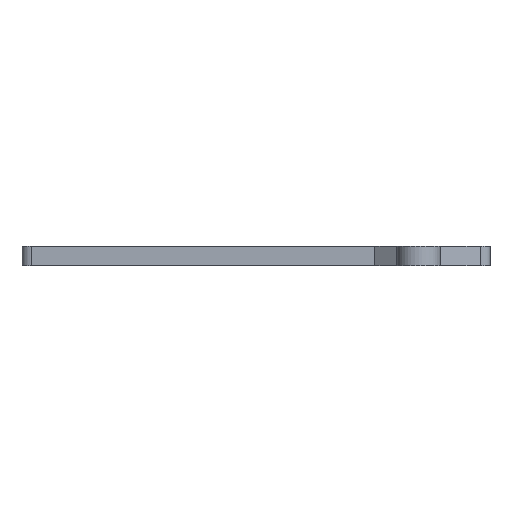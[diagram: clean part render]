
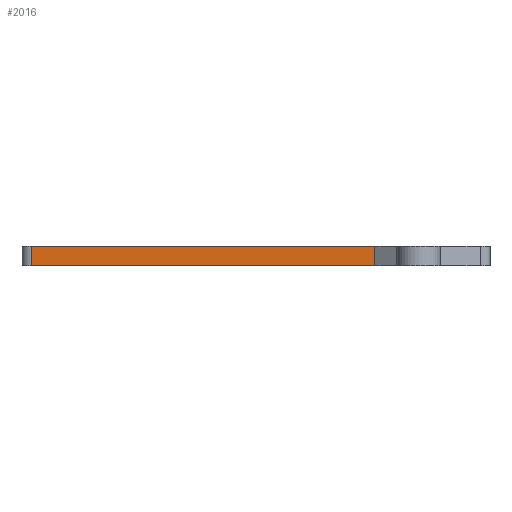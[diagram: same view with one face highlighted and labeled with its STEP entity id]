
A CAD part, left-side view. The second image highlights one B-rep face of the part: STEP entity #2016.
In plain terms, the highlighted planar face has unit normal (-1, 0, 0).
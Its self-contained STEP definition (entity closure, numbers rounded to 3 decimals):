
#83 = PLANE('',#84);
#84 = AXIS2_PLACEMENT_3D('',#85,#86,#87);
#85 = CARTESIAN_POINT('',(33.379,-83.008,1.6));
#86 = DIRECTION('',(-0.,-0.,-1.));
#87 = DIRECTION('',(-1.,0.,0.));
#137 = PLANE('',#138);
#138 = AXIS2_PLACEMENT_3D('',#139,#140,#141);
#139 = CARTESIAN_POINT('',(33.379,-83.008,0.));
#140 = DIRECTION('',(-0.,-0.,-1.));
#141 = DIRECTION('',(-1.,0.,0.));
#396 = VERTEX_POINT('',#397);
#397 = CARTESIAN_POINT('',(23.55,-92.15,0.));
#411 = PLANE('',#412);
#412 = AXIS2_PLACEMENT_3D('',#413,#414,#415);
#413 = CARTESIAN_POINT('',(22.26,-93.96,0.));
#414 = DIRECTION('',(-0.814,0.58,0.));
#415 = DIRECTION('',(0.58,0.814,0.));
#423 = EDGE_CURVE('',#396,#424,#426,.T.);
#424 = VERTEX_POINT('',#425);
#425 = CARTESIAN_POINT('',(23.55,-63.85,0.));
#426 = SURFACE_CURVE('',#427,(#431,#438),.PCURVE_S1.);
#427 = LINE('',#428,#429);
#428 = CARTESIAN_POINT('',(23.55,-92.15,0.));
#429 = VECTOR('',#430,1.);
#430 = DIRECTION('',(0.,1.,0.));
#431 = PCURVE('',#137,#432);
#432 = DEFINITIONAL_REPRESENTATION('',(#433),#437);
#433 = LINE('',#434,#435);
#434 = CARTESIAN_POINT('',(9.829,-9.142));
#435 = VECTOR('',#436,1.);
#436 = DIRECTION('',(0.,1.));
#437 = ( GEOMETRIC_REPRESENTATION_CONTEXT(2) 
PARAMETRIC_REPRESENTATION_CONTEXT() REPRESENTATION_CONTEXT('2D SPACE',''
  ) );
#438 = PCURVE('',#439,#444);
#439 = PLANE('',#440);
#440 = AXIS2_PLACEMENT_3D('',#441,#442,#443);
#441 = CARTESIAN_POINT('',(23.55,-92.15,0.));
#442 = DIRECTION('',(-1.,0.,0.));
#443 = DIRECTION('',(0.,1.,0.));
#444 = DEFINITIONAL_REPRESENTATION('',(#445),#449);
#445 = LINE('',#446,#447);
#446 = CARTESIAN_POINT('',(0.,0.));
#447 = VECTOR('',#448,1.);
#448 = DIRECTION('',(1.,0.));
#449 = ( GEOMETRIC_REPRESENTATION_CONTEXT(2) 
PARAMETRIC_REPRESENTATION_CONTEXT() REPRESENTATION_CONTEXT('2D SPACE',''
  ) );
#472 = CYLINDRICAL_SURFACE('',#473,0.8);
#473 = AXIS2_PLACEMENT_3D('',#474,#475,#476);
#474 = CARTESIAN_POINT('',(24.35,-63.85,0.));
#475 = DIRECTION('',(-0.,-0.,-1.));
#476 = DIRECTION('',(1.,0.,-0.));
#1180 = VERTEX_POINT('',#1181);
#1181 = CARTESIAN_POINT('',(23.55,-92.15,1.6));
#1202 = EDGE_CURVE('',#1180,#1203,#1205,.T.);
#1203 = VERTEX_POINT('',#1204);
#1204 = CARTESIAN_POINT('',(23.55,-63.85,1.6));
#1205 = SURFACE_CURVE('',#1206,(#1210,#1217),.PCURVE_S1.);
#1206 = LINE('',#1207,#1208);
#1207 = CARTESIAN_POINT('',(23.55,-92.15,1.6));
#1208 = VECTOR('',#1209,1.);
#1209 = DIRECTION('',(0.,1.,0.));
#1210 = PCURVE('',#83,#1211);
#1211 = DEFINITIONAL_REPRESENTATION('',(#1212),#1216);
#1212 = LINE('',#1213,#1214);
#1213 = CARTESIAN_POINT('',(9.829,-9.142));
#1214 = VECTOR('',#1215,1.);
#1215 = DIRECTION('',(0.,1.));
#1216 = ( GEOMETRIC_REPRESENTATION_CONTEXT(2) 
PARAMETRIC_REPRESENTATION_CONTEXT() REPRESENTATION_CONTEXT('2D SPACE',''
  ) );
#1217 = PCURVE('',#439,#1218);
#1218 = DEFINITIONAL_REPRESENTATION('',(#1219),#1223);
#1219 = LINE('',#1220,#1221);
#1220 = CARTESIAN_POINT('',(0.,-1.6));
#1221 = VECTOR('',#1222,1.);
#1222 = DIRECTION('',(1.,0.));
#1223 = ( GEOMETRIC_REPRESENTATION_CONTEXT(2) 
PARAMETRIC_REPRESENTATION_CONTEXT() REPRESENTATION_CONTEXT('2D SPACE',''
  ) );
#1968 = EDGE_CURVE('',#396,#1180,#1969,.T.);
#1969 = SURFACE_CURVE('',#1970,(#1974,#1981),.PCURVE_S1.);
#1970 = LINE('',#1971,#1972);
#1971 = CARTESIAN_POINT('',(23.55,-92.15,0.));
#1972 = VECTOR('',#1973,1.);
#1973 = DIRECTION('',(0.,0.,1.));
#1974 = PCURVE('',#411,#1975);
#1975 = DEFINITIONAL_REPRESENTATION('',(#1976),#1980);
#1976 = LINE('',#1977,#1978);
#1977 = CARTESIAN_POINT('',(2.223,0.));
#1978 = VECTOR('',#1979,1.);
#1979 = DIRECTION('',(0.,-1.));
#1980 = ( GEOMETRIC_REPRESENTATION_CONTEXT(2) 
PARAMETRIC_REPRESENTATION_CONTEXT() REPRESENTATION_CONTEXT('2D SPACE',''
  ) );
#1981 = PCURVE('',#439,#1982);
#1982 = DEFINITIONAL_REPRESENTATION('',(#1983),#1987);
#1983 = LINE('',#1984,#1985);
#1984 = CARTESIAN_POINT('',(0.,0.));
#1985 = VECTOR('',#1986,1.);
#1986 = DIRECTION('',(0.,-1.));
#1987 = ( GEOMETRIC_REPRESENTATION_CONTEXT(2) 
PARAMETRIC_REPRESENTATION_CONTEXT() REPRESENTATION_CONTEXT('2D SPACE',''
  ) );
#2016 = ADVANCED_FACE('',(#2017),#439,.T.);
#2017 = FACE_BOUND('',#2018,.T.);
#2018 = EDGE_LOOP('',(#2019,#2020,#2021,#2042));
#2019 = ORIENTED_EDGE('',*,*,#1968,.T.);
#2020 = ORIENTED_EDGE('',*,*,#1202,.T.);
#2021 = ORIENTED_EDGE('',*,*,#2022,.F.);
#2022 = EDGE_CURVE('',#424,#1203,#2023,.T.);
#2023 = SURFACE_CURVE('',#2024,(#2028,#2035),.PCURVE_S1.);
#2024 = LINE('',#2025,#2026);
#2025 = CARTESIAN_POINT('',(23.55,-63.85,0.));
#2026 = VECTOR('',#2027,1.);
#2027 = DIRECTION('',(0.,0.,1.));
#2028 = PCURVE('',#439,#2029);
#2029 = DEFINITIONAL_REPRESENTATION('',(#2030),#2034);
#2030 = LINE('',#2031,#2032);
#2031 = CARTESIAN_POINT('',(28.3,0.));
#2032 = VECTOR('',#2033,1.);
#2033 = DIRECTION('',(0.,-1.));
#2034 = ( GEOMETRIC_REPRESENTATION_CONTEXT(2) 
PARAMETRIC_REPRESENTATION_CONTEXT() REPRESENTATION_CONTEXT('2D SPACE',''
  ) );
#2035 = PCURVE('',#472,#2036);
#2036 = DEFINITIONAL_REPRESENTATION('',(#2037),#2041);
#2037 = LINE('',#2038,#2039);
#2038 = CARTESIAN_POINT('',(-3.142,0.));
#2039 = VECTOR('',#2040,1.);
#2040 = DIRECTION('',(-0.,-1.));
#2041 = ( GEOMETRIC_REPRESENTATION_CONTEXT(2) 
PARAMETRIC_REPRESENTATION_CONTEXT() REPRESENTATION_CONTEXT('2D SPACE',''
  ) );
#2042 = ORIENTED_EDGE('',*,*,#423,.F.);
